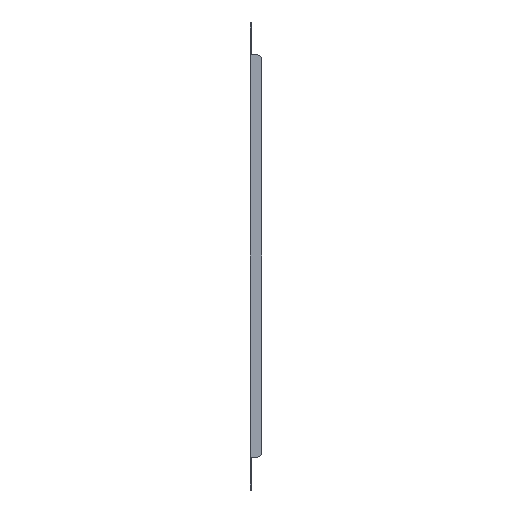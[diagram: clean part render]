
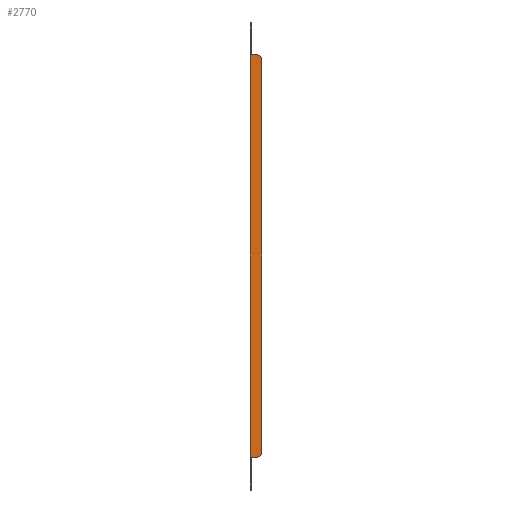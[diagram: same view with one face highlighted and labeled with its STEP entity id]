
A CAD part, front view. The second image highlights one B-rep face of the part: STEP entity #2770.
In plain terms, the highlighted planar face has unit normal (0, -1, 0).
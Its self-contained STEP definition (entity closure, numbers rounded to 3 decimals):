
#139 = CARTESIAN_POINT ( 'NONE',  ( 5.8, -11., 197. ) ) ;
#211 = AXIS2_PLACEMENT_3D ( 'NONE', #4615, #2430, #3107 ) ;
#271 = VECTOR ( 'NONE', #1135, 1000. ) ;
#290 = LINE ( 'NONE', #2274, #2536 ) ;
#301 = DIRECTION ( 'NONE',  ( 0., 1., 0. ) ) ;
#415 = CIRCLE ( 'NONE', #211, 5. ) ;
#435 = DIRECTION ( 'NONE',  ( 0., 0., -1. ) ) ;
#512 = ORIENTED_EDGE ( 'NONE', *, *, #1702, .T. ) ;
#628 = VERTEX_POINT ( 'NONE', #3697 ) ;
#840 = CARTESIAN_POINT ( 'NONE',  ( 5.8, -11., 202. ) ) ;
#1098 = EDGE_CURVE ( 'NONE', #3383, #2684, #1210, .T. ) ;
#1126 = EDGE_LOOP ( 'NONE', ( #1942, #512, #2067, #4277, #2219, #3945 ) ) ;
#1135 = DIRECTION ( 'NONE',  ( 1., 0., 0. ) ) ;
#1194 = CARTESIAN_POINT ( 'NONE',  ( 0., -11., -202. ) ) ;
#1210 = LINE ( 'NONE', #1194, #271 ) ;
#1637 = CARTESIAN_POINT ( 'NONE',  ( 10.8, -11., -197. ) ) ;
#1655 = AXIS2_PLACEMENT_3D ( 'NONE', #3247, #301, #2868 ) ;
#1702 = EDGE_CURVE ( 'NONE', #628, #4291, #4324, .T. ) ;
#1709 = CARTESIAN_POINT ( 'NONE',  ( 10.8, -11., 0. ) ) ;
#1729 = VECTOR ( 'NONE', #2838, 1000. ) ;
#1868 = CARTESIAN_POINT ( 'NONE',  ( -1.2, -11., -202. ) ) ;
#1942 = ORIENTED_EDGE ( 'NONE', *, *, #3236, .T. ) ;
#2067 = ORIENTED_EDGE ( 'NONE', *, *, #2804, .T. ) ;
#2077 = FACE_OUTER_BOUND ( 'NONE', #1126, .T. ) ;
#2148 = CARTESIAN_POINT ( 'NONE',  ( 5.8, -11., -202. ) ) ;
#2219 = ORIENTED_EDGE ( 'NONE', *, *, #1098, .T. ) ;
#2274 = CARTESIAN_POINT ( 'NONE',  ( -1.2, -11., 205.111 ) ) ;
#2330 = LINE ( 'NONE', #3227, #3066 ) ;
#2339 = AXIS2_PLACEMENT_3D ( 'NONE', #139, #3480, #2707 ) ;
#2430 = DIRECTION ( 'NONE',  ( 0., -1., 0. ) ) ;
#2536 = VECTOR ( 'NONE', #435, 1000. ) ;
#2554 = PLANE ( 'NONE',  #1655 ) ;
#2684 = VERTEX_POINT ( 'NONE', #2148 ) ;
#2707 = DIRECTION ( 'NONE',  ( -1., 0., 0. ) ) ;
#2770 = ADVANCED_FACE ( 'NONE', ( #2077 ), #2554, .F. ) ;
#2804 = EDGE_CURVE ( 'NONE', #4291, #4736, #2330, .T. ) ;
#2838 = DIRECTION ( 'NONE',  ( 0., 0., 1. ) ) ;
#2868 = DIRECTION ( 'NONE',  ( -1., 0., 0. ) ) ;
#3066 = VECTOR ( 'NONE', #3995, 1000. ) ;
#3090 = EDGE_CURVE ( 'NONE', #2684, #3878, #415, .T. ) ;
#3107 = DIRECTION ( 'NONE',  ( -1., 0., 0. ) ) ;
#3227 = CARTESIAN_POINT ( 'NONE',  ( 0., -11., 202. ) ) ;
#3236 = EDGE_CURVE ( 'NONE', #3878, #628, #3408, .T. ) ;
#3247 = CARTESIAN_POINT ( 'NONE',  ( 0., -11., 0. ) ) ;
#3383 = VERTEX_POINT ( 'NONE', #1868 ) ;
#3408 = LINE ( 'NONE', #1709, #1729 ) ;
#3413 = CARTESIAN_POINT ( 'NONE',  ( -1.2, -11., 202. ) ) ;
#3480 = DIRECTION ( 'NONE',  ( 0., -1., 0. ) ) ;
#3697 = CARTESIAN_POINT ( 'NONE',  ( 10.8, -11., 197. ) ) ;
#3790 = EDGE_CURVE ( 'NONE', #4736, #3383, #290, .T. ) ;
#3878 = VERTEX_POINT ( 'NONE', #1637 ) ;
#3945 = ORIENTED_EDGE ( 'NONE', *, *, #3090, .T. ) ;
#3995 = DIRECTION ( 'NONE',  ( -1., 0., 0. ) ) ;
#4277 = ORIENTED_EDGE ( 'NONE', *, *, #3790, .T. ) ;
#4291 = VERTEX_POINT ( 'NONE', #840 ) ;
#4324 = CIRCLE ( 'NONE', #2339, 5. ) ;
#4615 = CARTESIAN_POINT ( 'NONE',  ( 5.8, -11., -197. ) ) ;
#4736 = VERTEX_POINT ( 'NONE', #3413 ) ;
